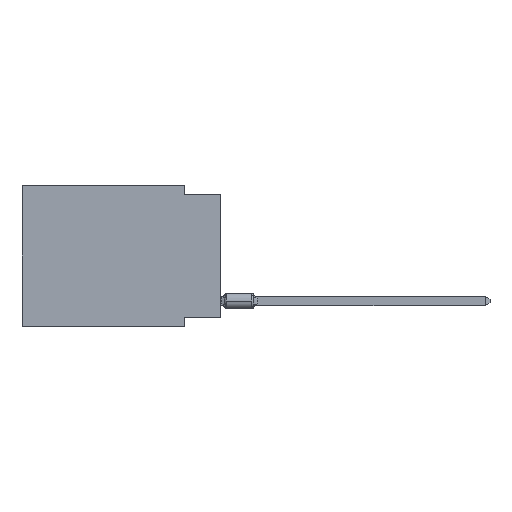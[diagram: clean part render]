
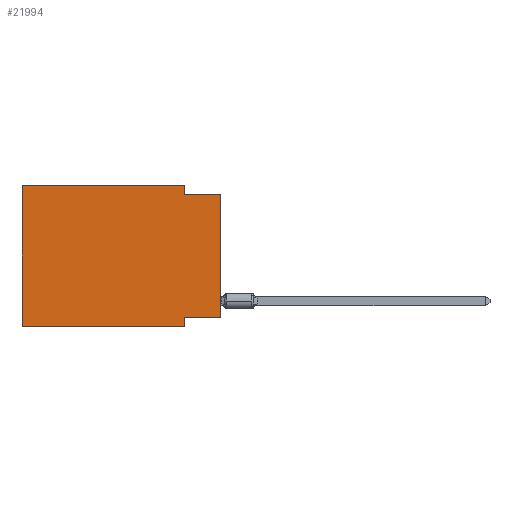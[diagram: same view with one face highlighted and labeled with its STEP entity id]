
A CAD part, left-side view. The second image highlights one B-rep face of the part: STEP entity #21994.
In plain terms, the highlighted planar face has unit normal (-1, 0, 0).
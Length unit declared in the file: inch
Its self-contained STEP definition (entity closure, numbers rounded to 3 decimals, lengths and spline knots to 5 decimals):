
#28 = EDGE_CURVE ( 'NONE', #3045, #1948, #493, .T. ) ;
#309 = DIRECTION ( 'NONE',  ( 0., 0., -1. ) ) ;
#493 = LINE ( 'NONE', #6196, #21822 ) ;
#562 = EDGE_CURVE ( 'NONE', #16791, #3045, #22558, .T. ) ;
#817 = ORIENTED_EDGE ( 'NONE', *, *, #30509, .F. ) ;
#1285 = VECTOR ( 'NONE', #8077, 39.37008 ) ;
#1756 = ORIENTED_EDGE ( 'NONE', *, *, #562, .F. ) ;
#1875 = CARTESIAN_POINT ( 'NONE',  ( 0., 0.55, 0. ) ) ;
#1948 = VERTEX_POINT ( 'NONE', #37216 ) ;
#3045 = VERTEX_POINT ( 'NONE', #15075 ) ;
#3993 = VERTEX_POINT ( 'NONE', #29262 ) ;
#4706 = LINE ( 'NONE', #13531, #27341 ) ;
#5361 = LINE ( 'NONE', #11245, #7114 ) ;
#5791 = DIRECTION ( 'NONE',  ( 0., 0., -1. ) ) ;
#6196 = CARTESIAN_POINT ( 'NONE',  ( 0., 0.1, 0. ) ) ;
#7114 = VECTOR ( 'NONE', #28513, 39.37008 ) ;
#7551 = DIRECTION ( 'NONE',  ( 0., 0., 1. ) ) ;
#7797 = EDGE_CURVE ( 'NONE', #22026, #10744, #20989, .T. ) ;
#8077 = DIRECTION ( 'NONE',  ( 0., -1., 0. ) ) ;
#8200 = CARTESIAN_POINT ( 'NONE',  ( 0., 0.55, 0. ) ) ;
#8267 = AXIS2_PLACEMENT_3D ( 'NONE', #1875, #25820, #5791 ) ;
#9806 = ORIENTED_EDGE ( 'NONE', *, *, #7797, .F. ) ;
#10168 = CARTESIAN_POINT ( 'NONE',  ( 0., 0.1, -0.365 ) ) ;
#10541 = CARTESIAN_POINT ( 'NONE',  ( 0., 0.55, -0.39 ) ) ;
#10744 = VERTEX_POINT ( 'NONE', #10168 ) ;
#10904 = VERTEX_POINT ( 'NONE', #26838 ) ;
#11245 = CARTESIAN_POINT ( 'NONE',  ( 0., 0., -0.025 ) ) ;
#11252 = ORIENTED_EDGE ( 'NONE', *, *, #28404, .T. ) ;
#12429 = ORIENTED_EDGE ( 'NONE', *, *, #23434, .F. ) ;
#13531 = CARTESIAN_POINT ( 'NONE',  ( 0., 0., 0. ) ) ;
#14295 = VECTOR ( 'NONE', #32163, 39.37008 ) ;
#15075 = CARTESIAN_POINT ( 'NONE',  ( 0., 0.1, 0. ) ) ;
#15789 = ORIENTED_EDGE ( 'NONE', *, *, #28, .F. ) ;
#16791 = VERTEX_POINT ( 'NONE', #18519 ) ;
#17405 = VECTOR ( 'NONE', #7551, 39.37008 ) ;
#17765 = CARTESIAN_POINT ( 'NONE',  ( 0., 0., -0.365 ) ) ;
#18262 = EDGE_CURVE ( 'NONE', #25340, #3993, #37155, .T. ) ;
#18519 = CARTESIAN_POINT ( 'NONE',  ( 0., 0.55, 0. ) ) ;
#18930 = DIRECTION ( 'NONE',  ( 0., 0., -1. ) ) ;
#19331 = VECTOR ( 'NONE', #35907, 39.37008 ) ;
#20120 = PLANE ( 'NONE',  #8267 ) ;
#20599 = CARTESIAN_POINT ( 'NONE',  ( 0., 0., -0.365 ) ) ;
#20989 = LINE ( 'NONE', #20599, #19331 ) ;
#21286 = EDGE_LOOP ( 'NONE', ( #11252, #12429, #15789, #1756, #817, #25583, #38555, #9806 ) ) ;
#21822 = VECTOR ( 'NONE', #18930, 39.37008 ) ;
#21994 = ADVANCED_FACE ( 'NONE', ( #37605 ), #20120, .F. ) ;
#22026 = VERTEX_POINT ( 'NONE', #17765 ) ;
#22558 = LINE ( 'NONE', #8200, #14295 ) ;
#23018 = CARTESIAN_POINT ( 'NONE',  ( 0., 0.55, -0.39 ) ) ;
#23434 = EDGE_CURVE ( 'NONE', #1948, #10904, #5361, .T. ) ;
#25340 = VERTEX_POINT ( 'NONE', #10541 ) ;
#25583 = ORIENTED_EDGE ( 'NONE', *, *, #18262, .T. ) ;
#25820 = DIRECTION ( 'NONE',  ( 1., 0., 0. ) ) ;
#26838 = CARTESIAN_POINT ( 'NONE',  ( 0., 0., -0.025 ) ) ;
#27341 = VECTOR ( 'NONE', #37104, 39.37008 ) ;
#27971 = LINE ( 'NONE', #34060, #17405 ) ;
#28404 = EDGE_CURVE ( 'NONE', #22026, #10904, #4706, .T. ) ;
#28513 = DIRECTION ( 'NONE',  ( 0., -1., 0. ) ) ;
#29262 = CARTESIAN_POINT ( 'NONE',  ( 0., 0.1, -0.39 ) ) ;
#29546 = VECTOR ( 'NONE', #309, 39.37008 ) ;
#30509 = EDGE_CURVE ( 'NONE', #25340, #16791, #27971, .T. ) ;
#32163 = DIRECTION ( 'NONE',  ( 0., -1., 0. ) ) ;
#33463 = LINE ( 'NONE', #36416, #29546 ) ;
#34060 = CARTESIAN_POINT ( 'NONE',  ( 0., 0.55, 0. ) ) ;
#35118 = EDGE_CURVE ( 'NONE', #10744, #3993, #33463, .T. ) ;
#35907 = DIRECTION ( 'NONE',  ( 0., 1., 0. ) ) ;
#36416 = CARTESIAN_POINT ( 'NONE',  ( 0., 0.1, -0.39 ) ) ;
#37104 = DIRECTION ( 'NONE',  ( 0., 0., 1. ) ) ;
#37155 = LINE ( 'NONE', #23018, #1285 ) ;
#37216 = CARTESIAN_POINT ( 'NONE',  ( 0., 0.1, -0.025 ) ) ;
#37605 = FACE_OUTER_BOUND ( 'NONE', #21286, .T. ) ;
#38555 = ORIENTED_EDGE ( 'NONE', *, *, #35118, .F. ) ;
